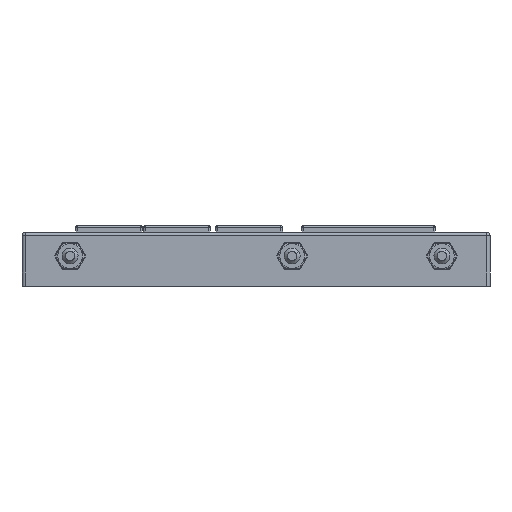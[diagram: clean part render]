
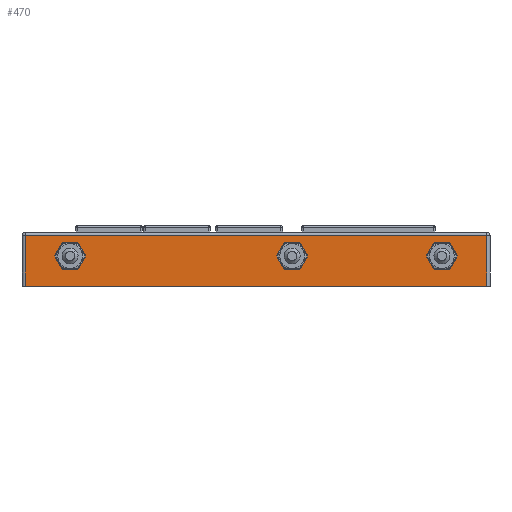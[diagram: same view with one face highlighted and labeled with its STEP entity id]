
A CAD part, front view. The second image highlights one B-rep face of the part: STEP entity #470.
In plain terms, the highlighted planar face has unit normal (0, -1, 0).
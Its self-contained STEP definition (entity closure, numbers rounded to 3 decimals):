
#470=ADVANCED_FACE('NONE',(#1739,#1740,#1741,#1742),#1743,.F.);
#1739=FACE_OUTER_BOUND('',#3895,.T.);
#1740=FACE_BOUND('',#3896,.T.);
#1741=FACE_BOUND('',#3897,.T.);
#1742=FACE_BOUND('',#3898,.T.);
#1743=PLANE('',#3899);
#3895=EDGE_LOOP('',(#7169,#7170,#7171,#7172));
#3896=EDGE_LOOP('',(#7173,#7174,#7175,#7176,#7177,#7178));
#3897=EDGE_LOOP('',(#7179,#7180,#7181,#7182,#7183,#7184));
#3898=EDGE_LOOP('',(#7185,#7186,#7187,#7188,#7189,#7190));
#3899=AXIS2_PLACEMENT_3D('',#7191,#7192,#7193);
#7169=ORIENTED_EDGE('',*,*,#14346,.T.);
#7170=ORIENTED_EDGE('',*,*,#14347,.T.);
#7171=ORIENTED_EDGE('',*,*,#14348,.T.);
#7172=ORIENTED_EDGE('',*,*,#14349,.T.);
#7173=ORIENTED_EDGE('',*,*,#14350,.F.);
#7174=ORIENTED_EDGE('',*,*,#14351,.F.);
#7175=ORIENTED_EDGE('',*,*,#14352,.F.);
#7176=ORIENTED_EDGE('',*,*,#14353,.F.);
#7177=ORIENTED_EDGE('',*,*,#14354,.F.);
#7178=ORIENTED_EDGE('',*,*,#14355,.F.);
#7179=ORIENTED_EDGE('',*,*,#14356,.F.);
#7180=ORIENTED_EDGE('',*,*,#14357,.F.);
#7181=ORIENTED_EDGE('',*,*,#14358,.F.);
#7182=ORIENTED_EDGE('',*,*,#14359,.F.);
#7183=ORIENTED_EDGE('',*,*,#14360,.F.);
#7184=ORIENTED_EDGE('',*,*,#14361,.F.);
#7185=ORIENTED_EDGE('',*,*,#14362,.F.);
#7186=ORIENTED_EDGE('',*,*,#14363,.F.);
#7187=ORIENTED_EDGE('',*,*,#14364,.F.);
#7188=ORIENTED_EDGE('',*,*,#14365,.F.);
#7189=ORIENTED_EDGE('',*,*,#14366,.F.);
#7190=ORIENTED_EDGE('',*,*,#14367,.F.);
#7191=CARTESIAN_POINT('',(-73.5,-73.0,8.5));
#7192=DIRECTION('',(0.0,1.0,0.0));
#7193=DIRECTION('',(1.0,0.0,-0.0));
#14346=EDGE_CURVE('NONE',#17226,#17227,#17228,.T.);
#14347=EDGE_CURVE('NONE',#17227,#17229,#17230,.T.);
#14348=EDGE_CURVE('NONE',#17229,#17231,#17232,.T.);
#14349=EDGE_CURVE('NONE',#17231,#17226,#17233,.T.);
#14350=EDGE_CURVE('NONE',#17234,#17235,#17236,.T.);
#14351=EDGE_CURVE('NONE',#17237,#17234,#17238,.T.);
#14352=EDGE_CURVE('NONE',#17239,#17237,#17240,.T.);
#14353=EDGE_CURVE('NONE',#17241,#17239,#17242,.T.);
#14354=EDGE_CURVE('NONE',#17243,#17241,#17244,.T.);
#14355=EDGE_CURVE('NONE',#17235,#17243,#17245,.T.);
#14356=EDGE_CURVE('NONE',#17246,#17247,#17248,.T.);
#14357=EDGE_CURVE('NONE',#17249,#17246,#17250,.T.);
#14358=EDGE_CURVE('NONE',#17251,#17249,#17252,.T.);
#14359=EDGE_CURVE('NONE',#17253,#17251,#17254,.T.);
#14360=EDGE_CURVE('NONE',#17255,#17253,#17256,.T.);
#14361=EDGE_CURVE('NONE',#17247,#17255,#17257,.T.);
#14362=EDGE_CURVE('NONE',#17258,#17259,#17260,.T.);
#14363=EDGE_CURVE('NONE',#17261,#17258,#17262,.T.);
#14364=EDGE_CURVE('NONE',#17263,#17261,#17264,.T.);
#14365=EDGE_CURVE('NONE',#17265,#17263,#17266,.T.);
#14366=EDGE_CURVE('NONE',#17267,#17265,#17268,.T.);
#14367=EDGE_CURVE('NONE',#17259,#17267,#17269,.T.);
#17226=VERTEX_POINT('NONE',#21705);
#17227=VERTEX_POINT('NONE',#21706);
#17228=LINE('',#21707,#21708);
#17229=VERTEX_POINT('NONE',#21709);
#17230=LINE('',#21710,#21711);
#17231=VERTEX_POINT('NONE',#21712);
#17232=LINE('',#21713,#21714);
#17233=LINE('',#21715,#21716);
#17234=VERTEX_POINT('NONE',#21717);
#17235=VERTEX_POINT('NONE',#21718);
#17236=LINE('',#21719,#21720);
#17237=VERTEX_POINT('NONE',#21721);
#17238=LINE('',#21722,#21723);
#17239=VERTEX_POINT('NONE',#21724);
#17240=LINE('',#21725,#21726);
#17241=VERTEX_POINT('NONE',#21727);
#17242=LINE('',#21728,#21729);
#17243=VERTEX_POINT('NONE',#21730);
#17244=LINE('',#21731,#21732);
#17245=LINE('',#21733,#21734);
#17246=VERTEX_POINT('NONE',#21735);
#17247=VERTEX_POINT('NONE',#21736);
#17248=LINE('',#21737,#21738);
#17249=VERTEX_POINT('NONE',#21739);
#17250=LINE('',#21740,#21741);
#17251=VERTEX_POINT('NONE',#21742);
#17252=LINE('',#21743,#21744);
#17253=VERTEX_POINT('NONE',#21745);
#17254=LINE('',#21746,#21747);
#17255=VERTEX_POINT('NONE',#21748);
#17256=LINE('',#21749,#21750);
#17257=LINE('',#21751,#21752);
#17258=VERTEX_POINT('NONE',#21753);
#17259=VERTEX_POINT('NONE',#21754);
#17260=LINE('',#21755,#21756);
#17261=VERTEX_POINT('NONE',#21757);
#17262=LINE('',#21758,#21759);
#17263=VERTEX_POINT('NONE',#21760);
#17264=LINE('',#21761,#21762);
#17265=VERTEX_POINT('NONE',#21763);
#17266=LINE('',#21764,#21765);
#17267=VERTEX_POINT('NONE',#21766);
#17268=LINE('',#21767,#21768);
#17269=LINE('',#21769,#21770);
#21705=CARTESIAN_POINT('',(-72.5,-73.0,-8.5));
#21706=CARTESIAN_POINT('',(72.5,-73.0,-8.5));
#21707=CARTESIAN_POINT('',(-73.5,-73.0,-8.5));
#21708=VECTOR('',#27464,1000.0);
#21709=CARTESIAN_POINT('',(72.5,-73.0,7.5));
#21710=CARTESIAN_POINT('',(72.5,-73.0,8.5));
#21711=VECTOR('',#27465,1000.0);
#21712=CARTESIAN_POINT('',(-72.5,-73.0,7.5));
#21713=CARTESIAN_POINT('',(-73.5,-73.0,7.5));
#21714=VECTOR('',#27466,1000.0);
#21715=CARTESIAN_POINT('',(-72.5,-73.0,8.5));
#21716=VECTOR('',#27467,1000.0);
#21717=CARTESIAN_POINT('',(60.854,-73.0,-3.25));
#21718=CARTESIAN_POINT('',(63.307,-73.0,1.));
#21719=CARTESIAN_POINT('',(60.854,-73.0,-3.25));
#21720=VECTOR('',#27468,1000.0);
#21721=CARTESIAN_POINT('',(55.946,-73.0,-3.25));
#21722=CARTESIAN_POINT('',(55.946,-73.0,-3.25));
#21723=VECTOR('',#27469,1000.0);
#21724=CARTESIAN_POINT('',(53.493,-73.0,1.));
#21725=CARTESIAN_POINT('',(53.493,-73.0,1.));
#21726=VECTOR('',#27470,1000.0);
#21727=CARTESIAN_POINT('',(55.946,-73.0,5.25));
#21728=CARTESIAN_POINT('',(55.946,-73.0,5.25));
#21729=VECTOR('',#27471,1000.0);
#21730=CARTESIAN_POINT('',(60.854,-73.0,5.25));
#21731=CARTESIAN_POINT('',(60.854,-73.0,5.25));
#21732=VECTOR('',#27472,1000.0);
#21733=CARTESIAN_POINT('',(63.307,-73.0,1.));
#21734=VECTOR('',#27473,1000.0);
#21735=CARTESIAN_POINT('',(13.804,-73.0,-3.25));
#21736=CARTESIAN_POINT('',(16.257,-73.0,1.0));
#21737=CARTESIAN_POINT('',(13.804,-73.0,-3.25));
#21738=VECTOR('',#27474,1000.0);
#21739=CARTESIAN_POINT('',(8.896,-73.0,-3.25));
#21740=CARTESIAN_POINT('',(8.896,-73.0,-3.25));
#21741=VECTOR('',#27475,1000.0);
#21742=CARTESIAN_POINT('',(6.443,-73.0,1.0));
#21743=CARTESIAN_POINT('',(6.443,-73.0,1.0));
#21744=VECTOR('',#27476,1000.0);
#21745=CARTESIAN_POINT('',(8.896,-73.0,5.25));
#21746=CARTESIAN_POINT('',(8.896,-73.0,5.25));
#21747=VECTOR('',#27477,1000.0);
#21748=CARTESIAN_POINT('',(13.804,-73.0,5.25));
#21749=CARTESIAN_POINT('',(13.804,-73.0,5.25));
#21750=VECTOR('',#27478,1000.0);
#21751=CARTESIAN_POINT('',(16.257,-73.0,1.0));
#21752=VECTOR('',#27479,1000.0);
#21753=CARTESIAN_POINT('',(-55.946,-73.0,-3.25));
#21754=CARTESIAN_POINT('',(-53.493,-73.0,1.));
#21755=CARTESIAN_POINT('',(-55.946,-73.0,-3.25));
#21756=VECTOR('',#27480,1000.0);
#21757=CARTESIAN_POINT('',(-60.854,-73.0,-3.25));
#21758=CARTESIAN_POINT('',(-60.854,-73.0,-3.25));
#21759=VECTOR('',#27481,1000.0);
#21760=CARTESIAN_POINT('',(-63.307,-73.0,1.));
#21761=CARTESIAN_POINT('',(-63.307,-73.0,1.));
#21762=VECTOR('',#27482,1000.0);
#21763=CARTESIAN_POINT('',(-60.854,-73.0,5.25));
#21764=CARTESIAN_POINT('',(-60.854,-73.0,5.25));
#21765=VECTOR('',#27483,1000.0);
#21766=CARTESIAN_POINT('',(-55.946,-73.0,5.25));
#21767=CARTESIAN_POINT('',(-55.946,-73.0,5.25));
#21768=VECTOR('',#27484,1000.0);
#21769=CARTESIAN_POINT('',(-53.493,-73.0,1.));
#21770=VECTOR('',#27485,1000.0);
#27464=DIRECTION('',(1.0,0.0,0.0));
#27465=DIRECTION('',(-0.0,-0.0,1.0));
#27466=DIRECTION('',(-1.0,0.0,-0.0));
#27467=DIRECTION('',(-0.0,0.0,-1.0));
#27468=DIRECTION('',(0.5,0.0,0.866));
#27469=DIRECTION('',(1.0,0.0,0.));
#27470=DIRECTION('',(0.5,0.0,-0.866));
#27471=DIRECTION('',(-0.5,0.0,-0.866));
#27472=DIRECTION('',(-1.0,0.0,0.0));
#27473=DIRECTION('',(-0.5,0.0,0.866));
#27474=DIRECTION('',(0.5,0.0,0.866));
#27475=DIRECTION('',(1.0,0.0,0.0));
#27476=DIRECTION('',(0.5,0.0,-0.866));
#27477=DIRECTION('',(-0.5,0.0,-0.866));
#27478=DIRECTION('',(-1.0,0.0,0.));
#27479=DIRECTION('',(-0.5,0.0,0.866));
#27480=DIRECTION('',(0.5,0.0,0.866));
#27481=DIRECTION('',(1.0,0.0,0.));
#27482=DIRECTION('',(0.5,0.0,-0.866));
#27483=DIRECTION('',(-0.5,0.0,-0.866));
#27484=DIRECTION('',(-1.0,0.0,0.0));
#27485=DIRECTION('',(-0.5,0.0,0.866));
